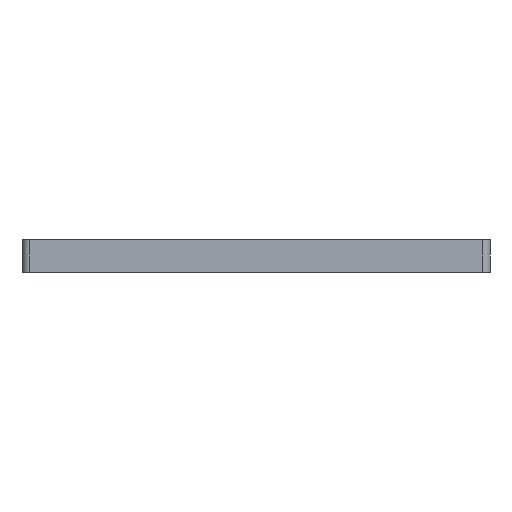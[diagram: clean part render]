
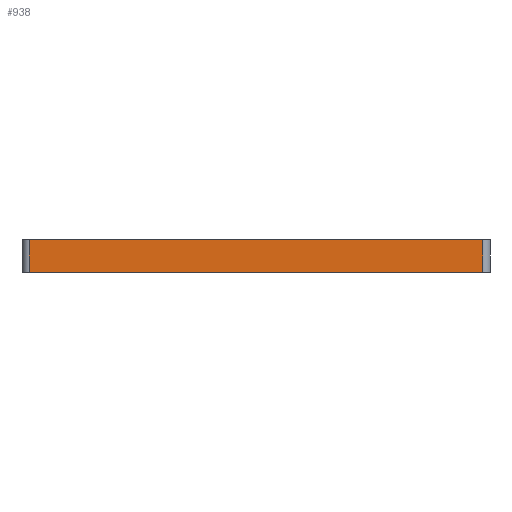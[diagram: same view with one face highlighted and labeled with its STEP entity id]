
A CAD part, front view. The second image highlights one B-rep face of the part: STEP entity #938.
In plain terms, the highlighted planar face has unit normal (0, -1, 0).
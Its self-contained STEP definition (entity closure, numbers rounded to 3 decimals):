
#49 = EDGE_CURVE ( 'NONE', #983, #990, #1154, .T. ) ;
#51 = ORIENTED_EDGE ( 'NONE', *, *, #1911, .T. ) ;
#174 = AXIS2_PLACEMENT_3D ( 'NONE', #531, #1619, #567 ) ;
#245 = VECTOR ( 'NONE', #1452, 1000. ) ;
#264 = ORIENTED_EDGE ( 'NONE', *, *, #418, .T. ) ;
#278 = ORIENTED_EDGE ( 'NONE', *, *, #49, .F. ) ;
#298 = DIRECTION ( 'NONE',  ( 1., 0., 0. ) ) ;
#332 = CARTESIAN_POINT ( 'NONE',  ( -63., 0., 0. ) ) ;
#417 = CARTESIAN_POINT ( 'NONE',  ( 63., 0., -9. ) ) ;
#418 = EDGE_CURVE ( 'NONE', #733, #990, #1102, .T. ) ;
#531 = CARTESIAN_POINT ( 'NONE',  ( 0., 0., -9. ) ) ;
#567 = DIRECTION ( 'NONE',  ( 1., 0., 0. ) ) ;
#660 = VECTOR ( 'NONE', #2250, 1000. ) ;
#676 = EDGE_CURVE ( 'NONE', #983, #2030, #1603, .T. ) ;
#709 = CARTESIAN_POINT ( 'NONE',  ( -63., 0., -9. ) ) ;
#733 = VERTEX_POINT ( 'NONE', #1051 ) ;
#738 = FACE_OUTER_BOUND ( 'NONE', #2110, .T. ) ;
#807 = LINE ( 'NONE', #1528, #660 ) ;
#938 = ADVANCED_FACE ( 'NONE', ( #738 ), #2152, .T. ) ;
#950 = DIRECTION ( 'NONE',  ( 0., 0., 1. ) ) ;
#983 = VERTEX_POINT ( 'NONE', #332 ) ;
#990 = VERTEX_POINT ( 'NONE', #1720 ) ;
#1051 = CARTESIAN_POINT ( 'NONE',  ( 63., 0., -9. ) ) ;
#1102 = LINE ( 'NONE', #417, #1894 ) ;
#1154 = LINE ( 'NONE', #1875, #1823 ) ;
#1452 = DIRECTION ( 'NONE',  ( 0., 0., -1. ) ) ;
#1528 = CARTESIAN_POINT ( 'NONE',  ( 0., 0., -9. ) ) ;
#1603 = LINE ( 'NONE', #709, #245 ) ;
#1619 = DIRECTION ( 'NONE',  ( 0., -1., 0. ) ) ;
#1720 = CARTESIAN_POINT ( 'NONE',  ( 63., 0., 0. ) ) ;
#1823 = VECTOR ( 'NONE', #298, 1000. ) ;
#1875 = CARTESIAN_POINT ( 'NONE',  ( 0., 0., 0. ) ) ;
#1894 = VECTOR ( 'NONE', #950, 1000. ) ;
#1911 = EDGE_CURVE ( 'NONE', #2030, #733, #807, .T. ) ;
#1957 = CARTESIAN_POINT ( 'NONE',  ( -63., 0., -9. ) ) ;
#2030 = VERTEX_POINT ( 'NONE', #1957 ) ;
#2110 = EDGE_LOOP ( 'NONE', ( #51, #264, #278, #2281 ) ) ;
#2152 = PLANE ( 'NONE',  #174 ) ;
#2250 = DIRECTION ( 'NONE',  ( 1., 0., 0. ) ) ;
#2281 = ORIENTED_EDGE ( 'NONE', *, *, #676, .T. ) ;
